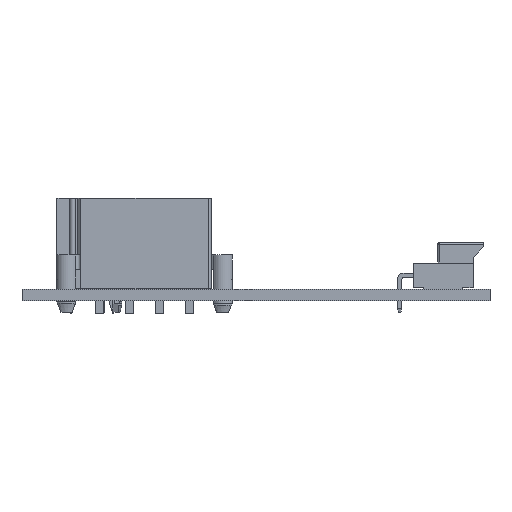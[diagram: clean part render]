
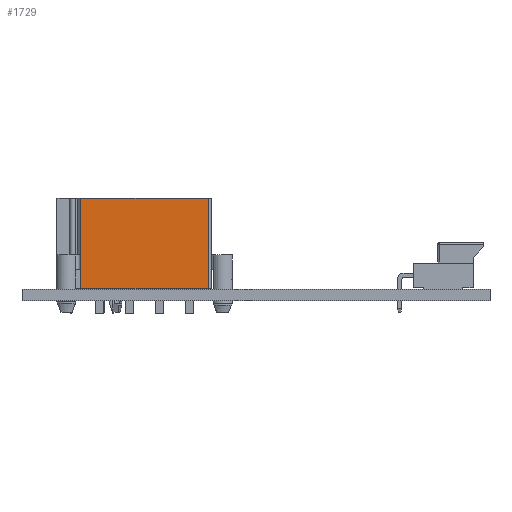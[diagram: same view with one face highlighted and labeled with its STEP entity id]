
A CAD part, front view. The second image highlights one B-rep face of the part: STEP entity #1729.
In plain terms, the highlighted face is planar.
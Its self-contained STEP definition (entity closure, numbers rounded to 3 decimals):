
#83 = VERTEX_POINT('',#84);
#84 = CARTESIAN_POINT('',(-9.,0.,4.8));
#165 = VERTEX_POINT('',#166);
#166 = CARTESIAN_POINT('',(-9.,12.8,4.8));
#172 = EDGE_CURVE('',#165,#83,#173,.T.);
#173 = LINE('',#174,#175);
#174 = CARTESIAN_POINT('',(-9.,12.8,4.8));
#175 = VECTOR('',#176,1.);
#176 = DIRECTION('',(0.,-1.,0.));
#203 = EDGE_CURVE('',#83,#204,#206,.T.);
#204 = VERTEX_POINT('',#205);
#205 = CARTESIAN_POINT('',(9.,0.,4.8));
#206 = LINE('',#207,#208);
#207 = CARTESIAN_POINT('',(-9.,0.,4.8));
#208 = VECTOR('',#209,1.);
#209 = DIRECTION('',(1.,0.,0.));
#1175 = VERTEX_POINT('',#1176);
#1176 = CARTESIAN_POINT('',(9.,12.8,4.8));
#1182 = EDGE_CURVE('',#165,#1175,#1183,.T.);
#1183 = LINE('',#1184,#1185);
#1184 = CARTESIAN_POINT('',(-9.,12.8,4.8));
#1185 = VECTOR('',#1186,1.);
#1186 = DIRECTION('',(1.,0.,0.));
#1706 = EDGE_CURVE('',#1175,#204,#1707,.T.);
#1707 = LINE('',#1708,#1709);
#1708 = CARTESIAN_POINT('',(9.,12.8,4.8));
#1709 = VECTOR('',#1710,1.);
#1710 = DIRECTION('',(0.,-1.,0.));
#1729 = ADVANCED_FACE('',(#1730),#1736,.T.);
#1730 = FACE_BOUND('',#1731,.F.);
#1731 = EDGE_LOOP('',(#1732,#1733,#1734,#1735));
#1732 = ORIENTED_EDGE('',*,*,#172,.F.);
#1733 = ORIENTED_EDGE('',*,*,#1182,.T.);
#1734 = ORIENTED_EDGE('',*,*,#1706,.T.);
#1735 = ORIENTED_EDGE('',*,*,#203,.F.);
#1736 = PLANE('',#1737);
#1737 = AXIS2_PLACEMENT_3D('',#1738,#1739,#1740);
#1738 = CARTESIAN_POINT('',(-9.,12.8,4.8));
#1739 = DIRECTION('',(0.,0.,1.));
#1740 = DIRECTION('',(0.,-1.,0.));
